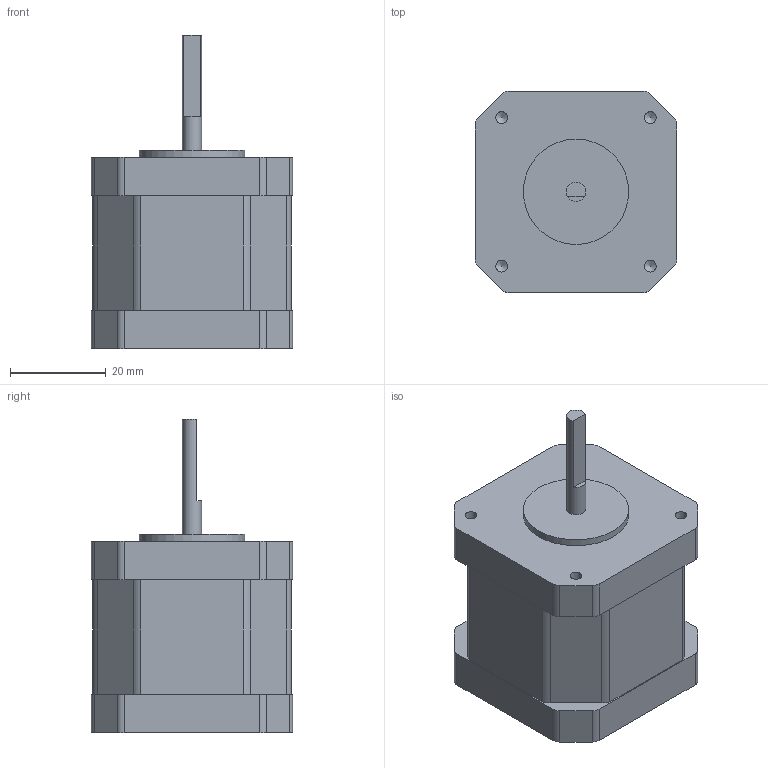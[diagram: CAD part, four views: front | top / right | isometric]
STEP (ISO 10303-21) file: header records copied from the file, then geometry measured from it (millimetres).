
FILE_DESCRIPTION( ( 'Unknown' ), '1' );
FILE_NAME( '42BYG Stepper Motor.stp', 'Unknown', ( 'Unknown' ), ( 'Unknown' ), 'PSStep 15.0.49', 'Unknown', ' ' );
FILE_SCHEMA( ( 'AUTOMOTIVE_DESIGN { 1 0 10303 214 1 1 1 1 }' ) );
Length unit declared in the file: millimetre
Products named in the file (1): Default
Bounding box: 42 x 42 x 65.5 mm (x, y, z)
Volume: 64744.9 mm3; surface area: 10151.5 mm2
Topology: 1 solids, 1 shells, 66 faces, 176 edges, 116 vertices
Faces by surface type: plane 32, cylinder 30, cone 4
Full cylindrical faces by diameter (mm): 2.5 x4, 4 x1, 22 x1
Entity records: 2534 total; most frequent: DIRECTION 356, CARTESIAN_POINT 343, ORIENTED_EDGE 322, EDGE_CURVE 161, AXIS2_PLACEMENT_3D 128, VERTEX_POINT 115, LINE 100, VECTOR 100
